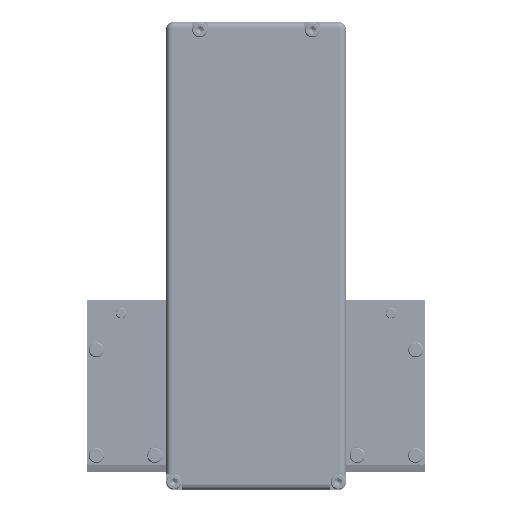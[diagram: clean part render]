
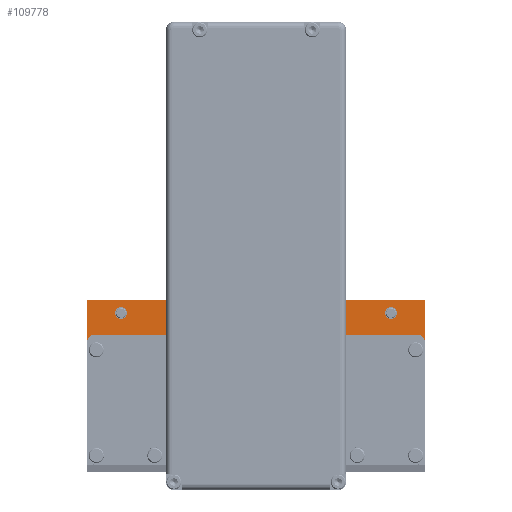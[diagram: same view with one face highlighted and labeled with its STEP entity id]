
A CAD part, top view. The second image highlights one B-rep face of the part: STEP entity #109778.
In plain terms, the highlighted planar face has unit normal (0, 0, 1).
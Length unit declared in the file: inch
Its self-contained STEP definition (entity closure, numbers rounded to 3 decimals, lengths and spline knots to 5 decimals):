
#1499 = VERTEX_POINT ( 'NONE', #64571 ) ;
#3781 = DIRECTION ( 'NONE',  ( 0., -1., 0. ) ) ;
#5841 = EDGE_CURVE ( 'NONE', #76249, #76249, #39133, .T. ) ;
#6544 = CARTESIAN_POINT ( 'NONE',  ( 3.54331, 2.43898, 5.98425 ) ) ;
#8464 = DIRECTION ( 'NONE',  ( 0., 0., 1. ) ) ;
#9244 = DIRECTION ( 'NONE',  ( 0., 1., 0. ) ) ;
#9658 = VERTEX_POINT ( 'NONE', #76341 ) ;
#10424 = LINE ( 'NONE', #93223, #64955 ) ;
#12450 = ORIENTED_EDGE ( 'NONE', *, *, #62181, .F. ) ;
#15047 = CARTESIAN_POINT ( 'NONE',  ( -1.1811, 2.43898, 5.98425 ) ) ;
#16528 = CARTESIAN_POINT ( 'NONE',  ( 1.1811, 2.43898, 5.98425 ) ) ;
#18094 = AXIS2_PLACEMENT_3D ( 'NONE', #19645, #8464, #9244 ) ;
#19645 = CARTESIAN_POINT ( 'NONE',  ( -3.54331, 2.28346, 5.98425 ) ) ;
#25294 = AXIS2_PLACEMENT_3D ( 'NONE', #39620, #38032, #3781 ) ;
#28801 = ORIENTED_EDGE ( 'NONE', *, *, #50753, .T. ) ;
#28898 = CARTESIAN_POINT ( 'NONE',  ( 4.42913, 1.58465, 5.98425 ) ) ;
#31929 = VECTOR ( 'NONE', #72424, 39.37008 ) ;
#34827 = CARTESIAN_POINT ( 'NONE',  ( 1.1811, 2.28346, 5.98425 ) ) ;
#36130 = EDGE_CURVE ( 'NONE', #9658, #74129, #120955, .T. ) ;
#38032 = DIRECTION ( 'NONE',  ( 0., 0., -1. ) ) ;
#39133 = CIRCLE ( 'NONE', #135644, 0.15551 ) ;
#39620 = CARTESIAN_POINT ( 'NONE',  ( 4.42913, 2.61811, 5.98425 ) ) ;
#39902 = EDGE_LOOP ( 'NONE', ( #130078 ) ) ;
#41236 = EDGE_CURVE ( 'NONE', #125640, #125640, #65627, .T. ) ;
#42396 = VERTEX_POINT ( 'NONE', #6544 ) ;
#44292 = CARTESIAN_POINT ( 'NONE',  ( 4.42913, 1.58465, 5.98425 ) ) ;
#45929 = DIRECTION ( 'NONE',  ( 0., 0., 1. ) ) ;
#50753 = EDGE_CURVE ( 'NONE', #74129, #95107, #52025, .T. ) ;
#52025 = LINE ( 'NONE', #28898, #72351 ) ;
#52451 = ORIENTED_EDGE ( 'NONE', *, *, #105740, .F. ) ;
#53880 = FACE_BOUND ( 'NONE', #77935, .T. ) ;
#57842 = DIRECTION ( 'NONE',  ( 0., 1., 0. ) ) ;
#62181 = EDGE_CURVE ( 'NONE', #1499, #95107, #70539, .T. ) ;
#62665 = FACE_OUTER_BOUND ( 'NONE', #120648, .T. ) ;
#63458 = PLANE ( 'NONE',  #25294 ) ;
#63878 = CIRCLE ( 'NONE', #18094, 0.15551 ) ;
#64234 = FACE_BOUND ( 'NONE', #80256, .T. ) ;
#64571 = CARTESIAN_POINT ( 'NONE',  ( 4.42913, 2.61811, 5.98425 ) ) ;
#64955 = VECTOR ( 'NONE', #108250, 39.37008 ) ;
#65627 = CIRCLE ( 'NONE', #98657, 0.15551 ) ;
#70539 = LINE ( 'NONE', #142943, #119604 ) ;
#70638 = DIRECTION ( 'NONE',  ( 0., 0., 1. ) ) ;
#72351 = VECTOR ( 'NONE', #149869, 39.37008 ) ;
#72424 = DIRECTION ( 'NONE',  ( 0., -1., 0. ) ) ;
#74129 = VERTEX_POINT ( 'NONE', #119366 ) ;
#76249 = VERTEX_POINT ( 'NONE', #16528 ) ;
#76341 = CARTESIAN_POINT ( 'NONE',  ( -4.42913, 2.61811, 5.98425 ) ) ;
#77935 = EDGE_LOOP ( 'NONE', ( #117068 ) ) ;
#80256 = EDGE_LOOP ( 'NONE', ( #129829 ) ) ;
#82088 = ORIENTED_EDGE ( 'NONE', *, *, #136945, .F. ) ;
#82489 = CARTESIAN_POINT ( 'NONE',  ( -1.1811, 2.28346, 5.98425 ) ) ;
#83046 = EDGE_CURVE ( 'NONE', #147134, #147134, #63878, .T. ) ;
#84475 = EDGE_LOOP ( 'NONE', ( #82088 ) ) ;
#93223 = CARTESIAN_POINT ( 'NONE',  ( 4.42913, 2.61811, 5.98425 ) ) ;
#93800 = DIRECTION ( 'NONE',  ( 0., 1., 0. ) ) ;
#95107 = VERTEX_POINT ( 'NONE', #44292 ) ;
#98657 = AXIS2_PLACEMENT_3D ( 'NONE', #82489, #45929, #57842 ) ;
#105206 = AXIS2_PLACEMENT_3D ( 'NONE', #105728, #116116, #93800 ) ;
#105728 = CARTESIAN_POINT ( 'NONE',  ( 3.54331, 2.28346, 5.98425 ) ) ;
#105740 = EDGE_CURVE ( 'NONE', #9658, #1499, #10424, .T. ) ;
#107882 = DIRECTION ( 'NONE',  ( 0., -1., 0. ) ) ;
#108250 = DIRECTION ( 'NONE',  ( 1., 0., 0. ) ) ;
#109778 = ADVANCED_FACE ( 'NONE', ( #53880, #123156, #147025, #64234, #62665 ), #63458, .F. ) ;
#116116 = DIRECTION ( 'NONE',  ( 0., 0., 1. ) ) ;
#117068 = ORIENTED_EDGE ( 'NONE', *, *, #83046, .F. ) ;
#119366 = CARTESIAN_POINT ( 'NONE',  ( -4.42913, 1.58465, 5.98425 ) ) ;
#119604 = VECTOR ( 'NONE', #107882, 39.37008 ) ;
#120648 = EDGE_LOOP ( 'NONE', ( #28801, #12450, #52451, #157477 ) ) ;
#120955 = LINE ( 'NONE', #132901, #31929 ) ;
#123156 = FACE_BOUND ( 'NONE', #84475, .T. ) ;
#125640 = VERTEX_POINT ( 'NONE', #15047 ) ;
#128065 = CIRCLE ( 'NONE', #105206, 0.15551 ) ;
#129829 = ORIENTED_EDGE ( 'NONE', *, *, #41236, .F. ) ;
#130078 = ORIENTED_EDGE ( 'NONE', *, *, #5841, .F. ) ;
#131895 = DIRECTION ( 'NONE',  ( 0., 1., 0. ) ) ;
#132901 = CARTESIAN_POINT ( 'NONE',  ( -4.42913, 2.61811, 5.98425 ) ) ;
#135644 = AXIS2_PLACEMENT_3D ( 'NONE', #34827, #70638, #131895 ) ;
#135997 = CARTESIAN_POINT ( 'NONE',  ( -3.54331, 2.43898, 5.98425 ) ) ;
#136945 = EDGE_CURVE ( 'NONE', #42396, #42396, #128065, .T. ) ;
#142943 = CARTESIAN_POINT ( 'NONE',  ( 4.42913, 2.61811, 5.98425 ) ) ;
#147025 = FACE_BOUND ( 'NONE', #39902, .T. ) ;
#147134 = VERTEX_POINT ( 'NONE', #135997 ) ;
#149869 = DIRECTION ( 'NONE',  ( 1., 0., 0. ) ) ;
#157477 = ORIENTED_EDGE ( 'NONE', *, *, #36130, .T. ) ;
